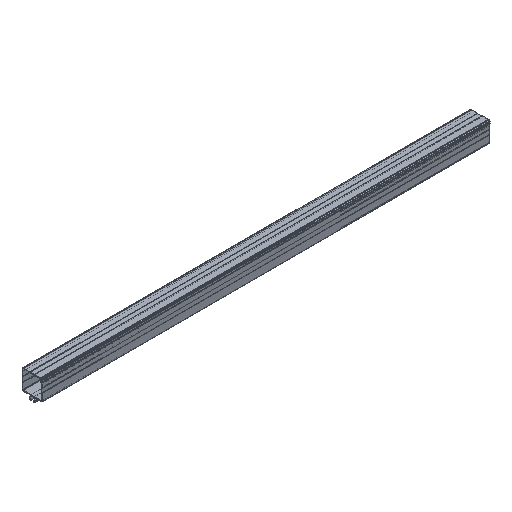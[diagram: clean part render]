
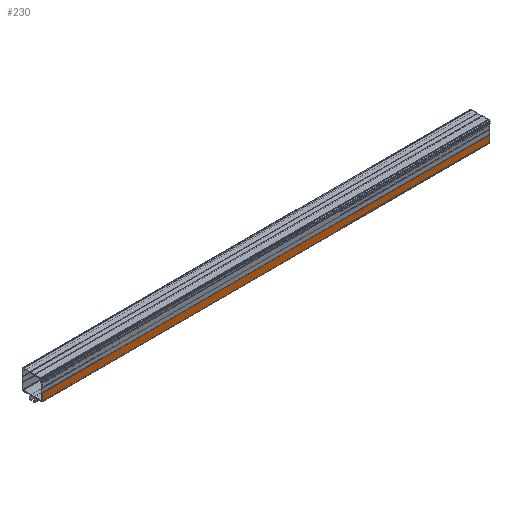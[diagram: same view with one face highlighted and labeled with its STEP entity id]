
A CAD part, isometric view. The second image highlights one B-rep face of the part: STEP entity #230.
In plain terms, the highlighted planar face has unit normal (0, -1, 0).
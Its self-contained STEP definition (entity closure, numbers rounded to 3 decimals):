
#230=ADVANCED_FACE('',(#472),#473,.T.);
#472=FACE_OUTER_BOUND('',#723,.T.);
#473=PLANE('',#724);
#723=EDGE_LOOP('',(#1278,#1279,#1280,#1281));
#724=AXIS2_PLACEMENT_3D('',#1282,#1283,#1284);
#1278=ORIENTED_EDGE('',*,*,#1830,.T.);
#1279=ORIENTED_EDGE('',*,*,#1831,.F.);
#1280=ORIENTED_EDGE('',*,*,#1832,.T.);
#1281=ORIENTED_EDGE('',*,*,#1827,.T.);
#1282=CARTESIAN_POINT('',(0.0,-22.5,9.074));
#1283=DIRECTION('',(0.0,-1.0,0.0));
#1284=DIRECTION('',(0.0,0.0,-1.0));
#1827=EDGE_CURVE('',#2271,#2269,#2272,.T.);
#1830=EDGE_CURVE('',#2269,#2275,#2276,.T.);
#1831=EDGE_CURVE('',#2277,#2275,#2278,.T.);
#1832=EDGE_CURVE('',#2277,#2271,#2279,.T.);
#2269=VERTEX_POINT('',#2910);
#2271=VERTEX_POINT('',#2912);
#2272=LINE('',#2913,#2914);
#2275=VERTEX_POINT('',#2917);
#2276=LINE('',#2918,#2919);
#2277=VERTEX_POINT('',#2920);
#2278=LINE('',#2921,#2922);
#2279=LINE('',#2923,#2924);
#2910=CARTESIAN_POINT('',(1000.0,-22.5,1.));
#2912=CARTESIAN_POINT('',(0.0,-22.5,1.));
#2913=CARTESIAN_POINT('',(0.0,-22.5,1.));
#2914=VECTOR('',#3291,1.0);
#2917=CARTESIAN_POINT('',(1000.0,-22.5,17.147));
#2918=CARTESIAN_POINT('',(1000.0,-22.5,17.147));
#2919=VECTOR('',#3295,1.0);
#2920=CARTESIAN_POINT('',(0.0,-22.5,17.147));
#2921=CARTESIAN_POINT('',(0.0,-22.5,17.147));
#2922=VECTOR('',#3296,1.0);
#2923=CARTESIAN_POINT('',(0.0,-22.5,17.147));
#2924=VECTOR('',#3297,1.0);
#3291=DIRECTION('',(1.0,0.0,0.0));
#3295=DIRECTION('',(0.0,0.0,1.0));
#3296=DIRECTION('',(1.0,0.0,0.0));
#3297=DIRECTION('',(0.0,0.0,-1.0));
